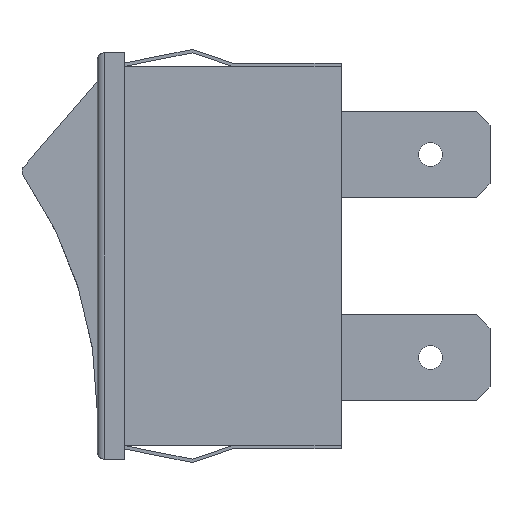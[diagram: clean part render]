
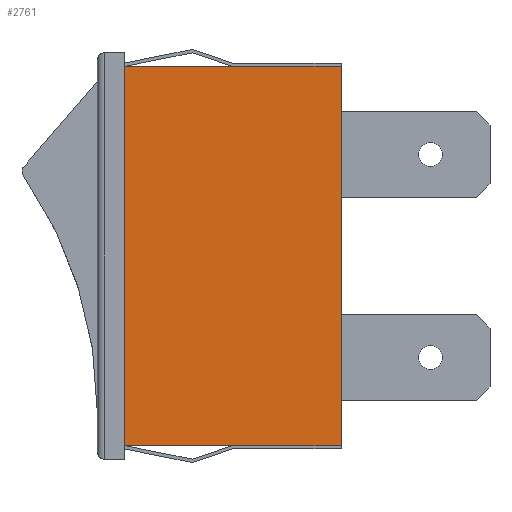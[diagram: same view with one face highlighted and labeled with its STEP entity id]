
A CAD part, left-side view. The second image highlights one B-rep face of the part: STEP entity #2761.
In plain terms, the highlighted planar face has unit normal (-1, 0, 0).
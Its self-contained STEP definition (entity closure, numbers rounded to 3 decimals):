
#36 = DIRECTION ( 'NONE',  ( 1., 0., 0. ) ) ;
#81 = CARTESIAN_POINT ( 'NONE',  ( -6.25, 0., -14. ) ) ;
#400 = CARTESIAN_POINT ( 'NONE',  ( -6.25, 0., 14. ) ) ;
#452 = ORIENTED_EDGE ( 'NONE', *, *, #837, .T. ) ;
#485 = EDGE_CURVE ( 'NONE', #3078, #578, #2027, .T. ) ;
#519 = ORIENTED_EDGE ( 'NONE', *, *, #1811, .F. ) ;
#578 = VERTEX_POINT ( 'NONE', #1277 ) ;
#584 = ORIENTED_EDGE ( 'NONE', *, *, #485, .F. ) ;
#664 = VECTOR ( 'NONE', #2271, 1000. ) ;
#666 = LINE ( 'NONE', #400, #2628 ) ;
#706 = DIRECTION ( 'NONE',  ( 0., 0., 1. ) ) ;
#805 = PLANE ( 'NONE',  #2828 ) ;
#837 = EDGE_CURVE ( 'NONE', #3078, #2817, #2525, .T. ) ;
#958 = CARTESIAN_POINT ( 'NONE',  ( -6.25, 16., -14. ) ) ;
#1123 = CARTESIAN_POINT ( 'NONE',  ( -6.25, 16., 14. ) ) ;
#1277 = CARTESIAN_POINT ( 'NONE',  ( -6.25, 16., 14. ) ) ;
#1398 = DIRECTION ( 'NONE',  ( 0., 0., -1. ) ) ;
#1446 = DIRECTION ( 'NONE',  ( 0., 0., 1. ) ) ;
#1535 = CARTESIAN_POINT ( 'NONE',  ( -6.25, 16., -14. ) ) ;
#1587 = FACE_OUTER_BOUND ( 'NONE', #2572, .T. ) ;
#1657 = VECTOR ( 'NONE', #706, 1000. ) ;
#1757 = EDGE_CURVE ( 'NONE', #2817, #3012, #666, .T. ) ;
#1811 = EDGE_CURVE ( 'NONE', #578, #3012, #1917, .T. ) ;
#1917 = LINE ( 'NONE', #2948, #2379 ) ;
#1985 = CARTESIAN_POINT ( 'NONE',  ( -6.25, 0., 14. ) ) ;
#2027 = LINE ( 'NONE', #2512, #1657 ) ;
#2271 = DIRECTION ( 'NONE',  ( 0., -1., 0. ) ) ;
#2379 = VECTOR ( 'NONE', #2444, 1000. ) ;
#2444 = DIRECTION ( 'NONE',  ( 0., -1., 0. ) ) ;
#2512 = CARTESIAN_POINT ( 'NONE',  ( -6.25, 16., 14. ) ) ;
#2525 = LINE ( 'NONE', #958, #664 ) ;
#2572 = EDGE_LOOP ( 'NONE', ( #3122, #519, #584, #452 ) ) ;
#2628 = VECTOR ( 'NONE', #1446, 1000. ) ;
#2761 = ADVANCED_FACE ( 'NONE', ( #1587 ), #805, .F. ) ;
#2817 = VERTEX_POINT ( 'NONE', #81 ) ;
#2828 = AXIS2_PLACEMENT_3D ( 'NONE', #1123, #36, #1398 ) ;
#2948 = CARTESIAN_POINT ( 'NONE',  ( -6.25, 16., 14. ) ) ;
#3012 = VERTEX_POINT ( 'NONE', #1985 ) ;
#3078 = VERTEX_POINT ( 'NONE', #1535 ) ;
#3122 = ORIENTED_EDGE ( 'NONE', *, *, #1757, .T. ) ;
